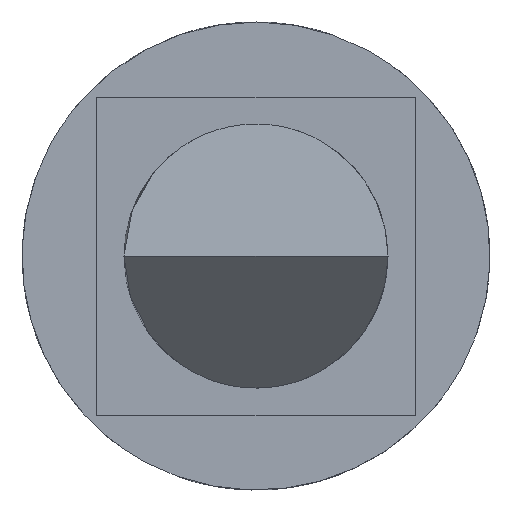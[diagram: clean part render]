
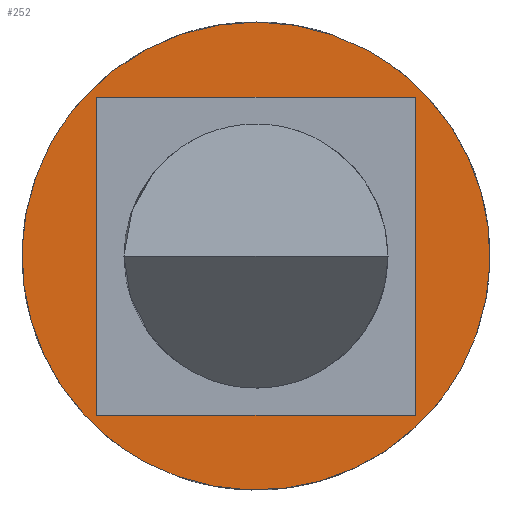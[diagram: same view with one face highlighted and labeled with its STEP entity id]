
A CAD part, front view. The second image highlights one B-rep face of the part: STEP entity #252.
In plain terms, the highlighted planar face has unit normal (0, -1, 0).
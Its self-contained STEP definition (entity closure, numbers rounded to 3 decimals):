
#60=CARTESIAN_POINT('Vertex',(-26.5,121.,26.5)) ;
#76=CARTESIAN_POINT('Vertex',(26.5,121.,26.5)) ;
#79=CARTESIAN_POINT('Line Origine',(0.,121.,26.5)) ;
#100=CARTESIAN_POINT('Vertex',(26.5,121.,-26.5)) ;
#105=CARTESIAN_POINT('Line Origine',(26.5,121.,0.)) ;
#131=CARTESIAN_POINT('Vertex',(-26.5,121.,-26.5)) ;
#136=CARTESIAN_POINT('Line Origine',(0.,121.,-26.5)) ;
#158=CARTESIAN_POINT('Line Origine',(-26.5,121.,0.)) ;
#175=CARTESIAN_POINT('Axis2P3D Location',(0.,121.,39.)) ;
#180=CARTESIAN_POINT('Axis2P3D Location',(0.,121.,0.)) ;
#184=CARTESIAN_POINT('Vertex',(-18.698,121.,-34.226)) ;
#186=CARTESIAN_POINT('Vertex',(-28.614,121.,-26.5)) ;
#189=CARTESIAN_POINT('Axis2P3D Location',(0.,121.,0.)) ;
#193=CARTESIAN_POINT('Vertex',(26.5,121.,-28.614)) ;
#196=CARTESIAN_POINT('Axis2P3D Location',(0.,121.,0.)) ;
#200=CARTESIAN_POINT('Vertex',(34.226,121.,-18.698)) ;
#203=CARTESIAN_POINT('Axis2P3D Location',(0.,121.,0.)) ;
#207=CARTESIAN_POINT('Vertex',(28.614,121.,26.5)) ;
#210=CARTESIAN_POINT('Axis2P3D Location',(0.,121.,0.)) ;
#214=CARTESIAN_POINT('Vertex',(18.698,121.,34.226)) ;
#217=CARTESIAN_POINT('Axis2P3D Location',(0.,121.,0.)) ;
#221=CARTESIAN_POINT('Vertex',(-28.614,121.,26.5)) ;
#224=CARTESIAN_POINT('Axis2P3D Location',(0.,121.,0.)) ;
#228=CARTESIAN_POINT('Vertex',(-34.226,121.,18.698)) ;
#231=CARTESIAN_POINT('Axis2P3D Location',(0.,121.,0.)) ;
#80=DIRECTION('Vector Direction',(-1.,0.,0.)) ;
#106=DIRECTION('Vector Direction',(0.,0.,1.)) ;
#137=DIRECTION('Vector Direction',(1.,0.,0.)) ;
#159=DIRECTION('Vector Direction',(0.,0.,-1.)) ;
#176=DIRECTION('Axis2P3D Direction',(0.,1.,0.)) ;
#177=DIRECTION('Axis2P3D XDirection',(0.,0.,-1.)) ;
#181=DIRECTION('Axis2P3D Direction',(0.,1.,0.)) ;
#190=DIRECTION('Axis2P3D Direction',(0.,1.,0.)) ;
#197=DIRECTION('Axis2P3D Direction',(0.,1.,0.)) ;
#204=DIRECTION('Axis2P3D Direction',(0.,1.,0.)) ;
#211=DIRECTION('Axis2P3D Direction',(0.,1.,0.)) ;
#218=DIRECTION('Axis2P3D Direction',(0.,1.,0.)) ;
#225=DIRECTION('Axis2P3D Direction',(0.,1.,0.)) ;
#232=DIRECTION('Axis2P3D Direction',(0.,1.,0.)) ;
#178=AXIS2_PLACEMENT_3D('Plane Axis2P3D',#175,#176,#177) ;
#182=AXIS2_PLACEMENT_3D('Circle Axis2P3D',#180,#181,$) ;
#191=AXIS2_PLACEMENT_3D('Circle Axis2P3D',#189,#190,$) ;
#198=AXIS2_PLACEMENT_3D('Circle Axis2P3D',#196,#197,$) ;
#205=AXIS2_PLACEMENT_3D('Circle Axis2P3D',#203,#204,$) ;
#212=AXIS2_PLACEMENT_3D('Circle Axis2P3D',#210,#211,$) ;
#219=AXIS2_PLACEMENT_3D('Circle Axis2P3D',#217,#218,$) ;
#226=AXIS2_PLACEMENT_3D('Circle Axis2P3D',#224,#225,$) ;
#233=AXIS2_PLACEMENT_3D('Circle Axis2P3D',#231,#232,$) ;
#237=ORIENTED_EDGE('',*,*,#188,.F.) ;
#238=ORIENTED_EDGE('',*,*,#195,.F.) ;
#239=ORIENTED_EDGE('',*,*,#202,.F.) ;
#240=ORIENTED_EDGE('',*,*,#209,.F.) ;
#241=ORIENTED_EDGE('',*,*,#216,.F.) ;
#242=ORIENTED_EDGE('',*,*,#223,.F.) ;
#243=ORIENTED_EDGE('',*,*,#230,.F.) ;
#244=ORIENTED_EDGE('',*,*,#235,.F.) ;
#247=ORIENTED_EDGE('',*,*,#140,.F.) ;
#248=ORIENTED_EDGE('',*,*,#162,.F.) ;
#249=ORIENTED_EDGE('',*,*,#83,.F.) ;
#250=ORIENTED_EDGE('',*,*,#109,.F.) ;
#251=FACE_BOUND('',#246,.T.) ;
#81=VECTOR('Line Direction',#80,1.) ;
#107=VECTOR('Line Direction',#106,1.) ;
#138=VECTOR('Line Direction',#137,1.) ;
#160=VECTOR('Line Direction',#159,1.) ;
#252=ADVANCED_FACE('Corps principal',(#245,#251),#179,.F.) ;
#183=CIRCLE('generated circle',#182,39.) ;
#192=CIRCLE('generated circle',#191,39.) ;
#199=CIRCLE('generated circle',#198,39.) ;
#206=CIRCLE('generated circle',#205,39.) ;
#213=CIRCLE('generated circle',#212,39.) ;
#220=CIRCLE('generated circle',#219,39.) ;
#227=CIRCLE('generated circle',#226,39.) ;
#234=CIRCLE('generated circle',#233,39.) ;
#83=EDGE_CURVE('',#77,#61,#82,.T.) ;
#109=EDGE_CURVE('',#101,#77,#108,.T.) ;
#140=EDGE_CURVE('',#132,#101,#139,.T.) ;
#162=EDGE_CURVE('',#61,#132,#161,.T.) ;
#188=EDGE_CURVE('',#185,#187,#183,.T.) ;
#195=EDGE_CURVE('',#194,#185,#192,.T.) ;
#202=EDGE_CURVE('',#201,#194,#199,.T.) ;
#209=EDGE_CURVE('',#208,#201,#206,.T.) ;
#216=EDGE_CURVE('',#215,#208,#213,.T.) ;
#223=EDGE_CURVE('',#222,#215,#220,.T.) ;
#230=EDGE_CURVE('',#229,#222,#227,.T.) ;
#235=EDGE_CURVE('',#187,#229,#234,.T.) ;
#236=EDGE_LOOP('',(#237,#238,#239,#240,#241,#242,#243,#244)) ;
#246=EDGE_LOOP('',(#247,#248,#249,#250)) ;
#245=FACE_OUTER_BOUND('',#236,.T.) ;
#82=LINE('Line',#79,#81) ;
#108=LINE('Line',#105,#107) ;
#139=LINE('Line',#136,#138) ;
#161=LINE('Line',#158,#160) ;
#179=PLANE('',#178) ;
#61=VERTEX_POINT('',#60) ;
#77=VERTEX_POINT('',#76) ;
#101=VERTEX_POINT('',#100) ;
#132=VERTEX_POINT('',#131) ;
#185=VERTEX_POINT('',#184) ;
#187=VERTEX_POINT('',#186) ;
#194=VERTEX_POINT('',#193) ;
#201=VERTEX_POINT('',#200) ;
#208=VERTEX_POINT('',#207) ;
#215=VERTEX_POINT('',#214) ;
#222=VERTEX_POINT('',#221) ;
#229=VERTEX_POINT('',#228) ;
